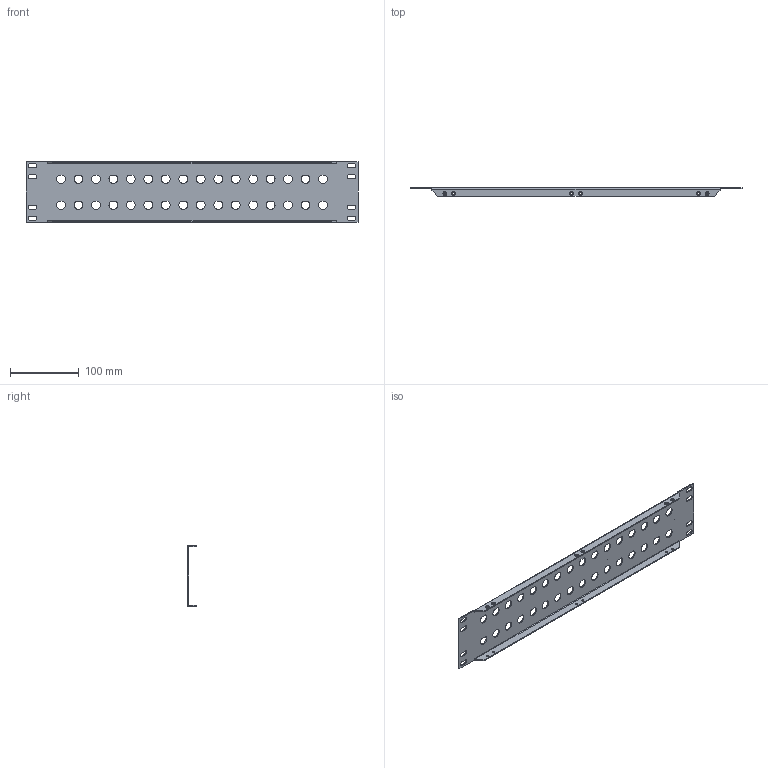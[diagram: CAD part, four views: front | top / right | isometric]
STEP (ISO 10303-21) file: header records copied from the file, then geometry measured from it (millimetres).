
FILE_DESCRIPTION (( 'STEP AP203' ), '1' );
FILE_NAME ('PR35-32BLK.STEP', '2015-04-08T17:55:07', ( 'x' ), ( '' ), 'SwSTEP 2.0', 'SolidWorks 2014', '' );
FILE_SCHEMA (( 'CONFIG_CONTROL_DESIGN' ));
Products named in the file (1): PR35-32BLK
Bounding box: 482.6 x 12.73 x 88.39 mm (x, y, z)
Volume: 70971.2 mm3; surface area: 97582.2 mm2
Topology: 1 solids, 1 shells, 1017 faces, 2750 edges, 1820 vertices
Faces by surface type: plane 557, bspline 360, cylinder 76, cone 24
Entity records: 48387 total; most frequent: CARTESIAN_POINT 24828, ORIENTED_EDGE 5500, DIRECTION 3522, EDGE_CURVE 2750, LINE 1854, VECTOR 1854, VERTEX_POINT 1820, EDGE_LOOP 1206
